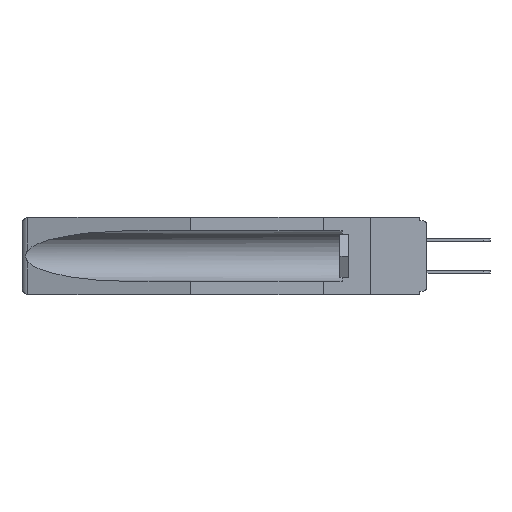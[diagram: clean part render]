
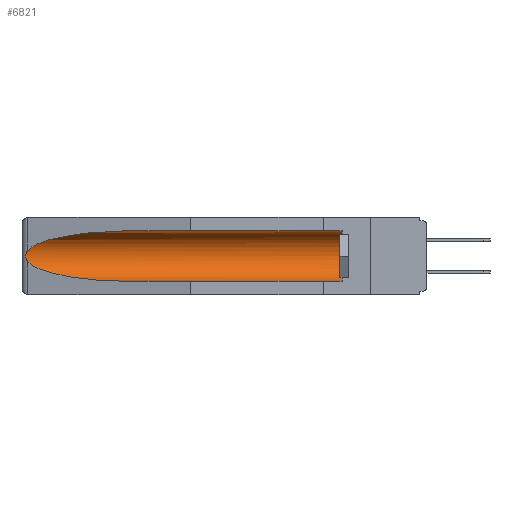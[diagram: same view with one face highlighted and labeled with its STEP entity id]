
A CAD part, left-side view. The second image highlights one B-rep face of the part: STEP entity #6821.
In plain terms, the highlighted cylindrical face has radius 2.857 mm (diameter 5.715 mm), a partial arc.
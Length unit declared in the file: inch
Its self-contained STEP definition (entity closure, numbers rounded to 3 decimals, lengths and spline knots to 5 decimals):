
#548 = ORIENTED_EDGE ( 'NONE', *, *, #9107, .T. ) ;
#1100 = ORIENTED_EDGE ( 'NONE', *, *, #16065, .T. ) ;
#2085 = B_SPLINE_CURVE_WITH_KNOTS ( 'NONE', 3,
 ( #18096, #7886, #22342, #14200, #20189, #20556, #5697, #12220, #26350, #9979 ),
 .UNSPECIFIED., .F., .F.,
 ( 4, 2, 2, 2, 4 ),
 ( 0., 0.00029, 0.00058, 0.00087, 0.00117 ),
 .UNSPECIFIED. ) ;
#2377 = ORIENTED_EDGE ( 'NONE', *, *, #6305, .T. ) ;
#2823 = VERTEX_POINT ( 'NONE', #12953 ) ;
#3224 = CIRCLE ( 'NONE', #4368, 0.1125 ) ;
#3483 = CARTESIAN_POINT ( 'NONE',  ( 0.26537, 1.52718, -0.14972 ) ) ;
#3881 = CYLINDRICAL_SURFACE ( 'NONE', #23878, 0.1125 ) ;
#4368 = AXIS2_PLACEMENT_3D ( 'NONE', #22804, #11144, #17119 ) ;
#4985 = EDGE_CURVE ( 'NONE', #17774, #8735, #13001, .T. ) ;
#5551 = VECTOR ( 'NONE', #24805, 39.37008 ) ;
#5697 = CARTESIAN_POINT ( 'NONE',  ( 0.2673, 1.53269, -0.17917 ) ) ;
#5852 = LINE ( 'NONE', #22989, #22993 ) ;
#6091 = EDGE_CURVE ( 'NONE', #22025, #13059, #5852, .T. ) ;
#6305 = EDGE_CURVE ( 'NONE', #8735, #23724, #11800, .T. ) ;
#6821 = ADVANCED_FACE ( 'NONE', ( #14883 ), #3881, .F. ) ;
#6825 = CARTESIAN_POINT ( 'NONE',  ( 0.26537, 1.52718, -0.19328 ) ) ;
#7087 = CARTESIAN_POINT ( 'NONE',  ( 0.21114, 1.30732, -0.284 ) ) ;
#7886 = CARTESIAN_POINT ( 'NONE',  ( 0.26597, 1.52961, -0.15275 ) ) ;
#8735 = VERTEX_POINT ( 'NONE', #14408 ) ;
#9044 = CARTESIAN_POINT ( 'NONE',  ( 0.26537, 1.52718, -0.14972 ) ) ;
#9107 = EDGE_CURVE ( 'NONE', #22025, #17774, #3224, .T. ) ;
#9651 = CARTESIAN_POINT ( 'NONE',  ( 0.25451, 1.48313, -0.09465 ) ) ;
#9911 = DIRECTION ( 'NONE',  ( 0., 1., 0. ) ) ;
#9979 = CARTESIAN_POINT ( 'NONE',  ( 0.26537, 1.52718, -0.19328 ) ) ;
#10621 = DIRECTION ( 'NONE',  ( 0., 1., 0. ) ) ;
#11144 = DIRECTION ( 'NONE',  ( 0., -1., 0. ) ) ;
#11800 =( BOUNDED_CURVE ( )  B_SPLINE_CURVE ( 3, ( #26301, #13705, #9651, #3483 ),
 .UNSPECIFIED., .F., .F. ) 
 B_SPLINE_CURVE_WITH_KNOTS ( ( 4, 4 ),
 ( 4.71239, 6.08839 ),
 .UNSPECIFIED. ) 
 CURVE ( )  GEOMETRIC_REPRESENTATION_ITEM ( )  RATIONAL_B_SPLINE_CURVE ( ( 1., 0.848, 0.848, 1. ) ) 
 REPRESENTATION_ITEM ( '' )  );
#12220 = CARTESIAN_POINT ( 'NONE',  ( 0.26655, 1.53094, -0.18657 ) ) ;
#12722 = CARTESIAN_POINT ( 'NONE',  ( 0.155, 1.07973, -0.284 ) ) ;
#12953 = CARTESIAN_POINT ( 'NONE',  ( 0.26537, 1.52718, -0.19328 ) ) ;
#13001 = LINE ( 'NONE', #20855, #5551 ) ;
#13059 = VERTEX_POINT ( 'NONE', #12722 ) ;
#13613 = ORIENTED_EDGE ( 'NONE', *, *, #4985, .T. ) ;
#13705 = CARTESIAN_POINT ( 'NONE',  ( 0.21114, 1.30732, -0.059 ) ) ;
#14200 = CARTESIAN_POINT ( 'NONE',  ( 0.2673, 1.5327, -0.16383 ) ) ;
#14408 = CARTESIAN_POINT ( 'NONE',  ( 0.155, 1.07973, -0.059 ) ) ;
#14883 = FACE_OUTER_BOUND ( 'NONE', #24044, .T. ) ;
#16065 = EDGE_CURVE ( 'NONE', #23724, #2823, #2085, .T. ) ;
#16808 = ORIENTED_EDGE ( 'NONE', *, *, #24698, .T. ) ;
#17119 = DIRECTION ( 'NONE',  ( 0., 0., 1. ) ) ;
#17774 = VERTEX_POINT ( 'NONE', #26162 ) ;
#18096 = CARTESIAN_POINT ( 'NONE',  ( 0.26537, 1.52718, -0.14972 ) ) ;
#19831 = ORIENTED_EDGE ( 'NONE', *, *, #6091, .F. ) ;
#20189 = CARTESIAN_POINT ( 'NONE',  ( 0.2675, 1.53308, -0.16763 ) ) ;
#20556 = CARTESIAN_POINT ( 'NONE',  ( 0.2675, 1.53308, -0.17534 ) ) ;
#20855 = CARTESIAN_POINT ( 'NONE',  ( 0.155, -0.30754, -0.059 ) ) ;
#21301 = CARTESIAN_POINT ( 'NONE',  ( 0.155, 1.07973, -0.284 ) ) ;
#22025 = VERTEX_POINT ( 'NONE', #26136 ) ;
#22089 = DIRECTION ( 'NONE',  ( 0., 0., 1. ) ) ;
#22342 = CARTESIAN_POINT ( 'NONE',  ( 0.26654, 1.53092, -0.15636 ) ) ;
#22369 = CARTESIAN_POINT ( 'NONE',  ( 0.155, -0.30754, -0.1715 ) ) ;
#22804 = CARTESIAN_POINT ( 'NONE',  ( 0.155, 0.126, -0.1715 ) ) ;
#22989 = CARTESIAN_POINT ( 'NONE',  ( 0.155, -0.30754, -0.284 ) ) ;
#22993 = VECTOR ( 'NONE', #10621, 39.37008 ) ;
#23447 = CARTESIAN_POINT ( 'NONE',  ( 0.25451, 1.48313, -0.24835 ) ) ;
#23724 = VERTEX_POINT ( 'NONE', #9044 ) ;
#23878 = AXIS2_PLACEMENT_3D ( 'NONE', #22369, #9911, #22089 ) ;
#24044 = EDGE_LOOP ( 'NONE', ( #2377, #1100, #16808, #19831, #548, #13613 ) ) ;
#24482 =( BOUNDED_CURVE ( )  B_SPLINE_CURVE ( 3, ( #6825, #23447, #7087, #21301 ),
 .UNSPECIFIED., .F., .T. ) 
 B_SPLINE_CURVE_WITH_KNOTS ( ( 4, 4 ),
 ( 0.1948, 1.5708 ),
 .UNSPECIFIED. ) 
 CURVE ( )  GEOMETRIC_REPRESENTATION_ITEM ( )  RATIONAL_B_SPLINE_CURVE ( ( 1., 0.848, 0.848, 1. ) ) 
 REPRESENTATION_ITEM ( '' )  );
#24698 = EDGE_CURVE ( 'NONE', #2823, #13059, #24482, .T. ) ;
#24805 = DIRECTION ( 'NONE',  ( 0., 1., 0. ) ) ;
#26136 = CARTESIAN_POINT ( 'NONE',  ( 0.155, 0.126, -0.284 ) ) ;
#26162 = CARTESIAN_POINT ( 'NONE',  ( 0.155, 0.126, -0.059 ) ) ;
#26301 = CARTESIAN_POINT ( 'NONE',  ( 0.155, 1.07973, -0.059 ) ) ;
#26350 = CARTESIAN_POINT ( 'NONE',  ( 0.26597, 1.5296, -0.19026 ) ) ;
